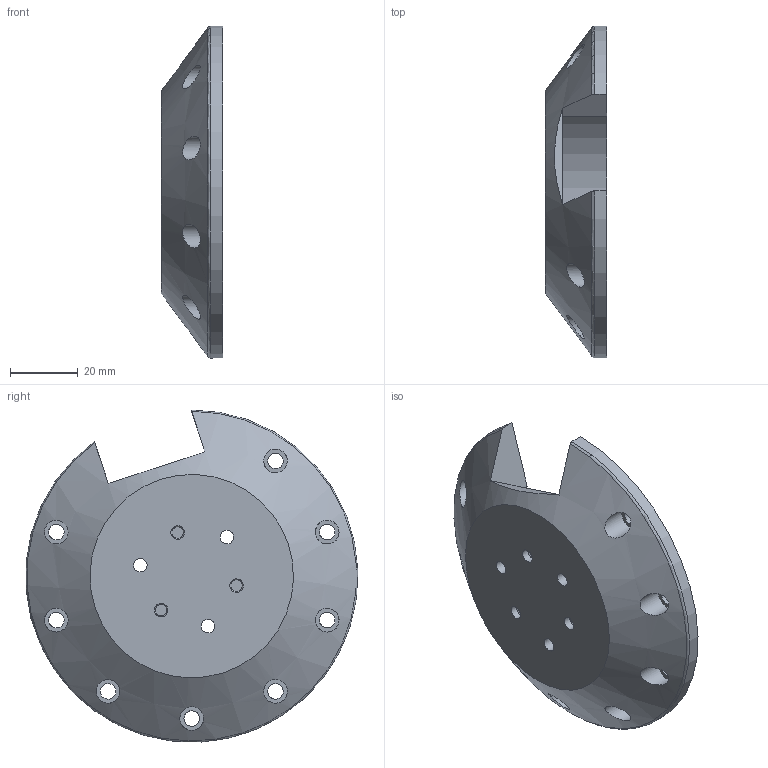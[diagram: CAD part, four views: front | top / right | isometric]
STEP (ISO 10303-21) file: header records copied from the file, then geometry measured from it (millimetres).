
FILE_DESCRIPTION(/* description */ ('STEP AP242','CAx-IF Rec.Pracs.---Representation and Presentation of Product Manufacturing Information (PMI)---4.0---2014-10-13','CAx-IF Rec.Pracs.---3D Tessellated Geometry---0.4---2014-09-14','2;1'),/* implementation_level */ '2;1');
FILE_NAME(/* name */ '66d88038c1945d580d82846c',/* time_stamp */ '2024-09-04T15:43:53Z',/* author */ (''),/* organization */ (''),/* preprocessor_version */ 'ST-DEVELOPER v20',/* originating_system */ ' ',/* authorisation */ ' ');
FILE_SCHEMA (('AP242_MANAGED_MODEL_BASED_3D_ENGINEERING_MIM_LF { 1 0 10303 442 1 1 4 }'));
Length unit declared in the file: metre
Products named in the file (1): Component1
Bounding box: 18 x 97.81 x 97.92 mm (x, y, z)
Volume: 54801.1 mm3; surface area: 20120.9 mm2
Topology: 1 solids, 1 shells, 52 faces, 123 edges, 87 vertices
Faces by surface type: cylinder 27, plane 20, cone 4, torus 1
Full cylindrical faces by diameter (mm): 4 x6, 4.6 x8, 7 x11
Entity records: 1409 total; most frequent: CARTESIAN_POINT 351, DIRECTION 217, ORIENTED_EDGE 150, EDGE_LOOP 117, FACE_BOUND 117, AXIS2_PLACEMENT_3D 104, EDGE_CURVE 75, VERTEX_POINT 68
